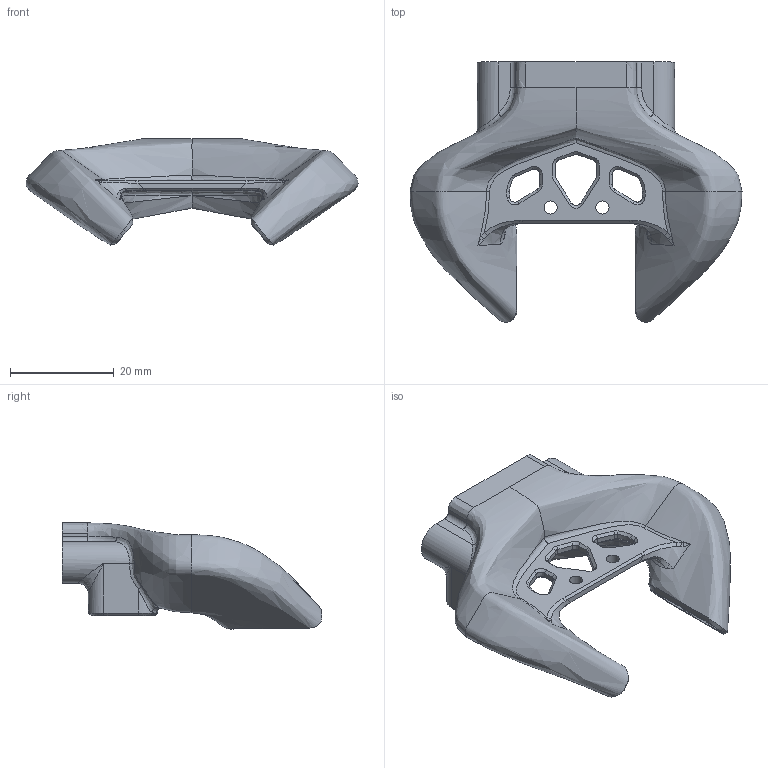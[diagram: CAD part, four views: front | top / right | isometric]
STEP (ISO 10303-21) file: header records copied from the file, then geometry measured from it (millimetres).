
FILE_DESCRIPTION(/* description */ ('','CAx-IF Rec.Pracs.---Representation and Presentation of Product Manufacturing Information (PMI)---4.0---2014-10-13'),/* implementation_level */ '2;1');
FILE_NAME(/* name */ 'Goliath short fan duct Beacon.step',/* time_stamp */ '2024-12-02T09:19:07-08:00',/* author */ (''),/* organization */ (''),/* preprocessor_version */ 'ST-DEVELOPER v20',/* originating_system */ 'Autodesk Translation Framework v13.20.0.188',/* authorisation */ '');
FILE_SCHEMA (('AP242_MANAGED_MODEL_BASED_3D_ENGINEERING_MIM_LF { 1 0 10303 442 1 1 4 }'));
Length unit declared in the file: millimetre
Products named in the file (1): Goliath short Duct Beacon
Bounding box: 64.01 x 50.12 x 20.46 mm (x, y, z)
Volume: 8293.8 mm3; surface area: 10248.4 mm2
Topology: 1 solids, 1 shells, 281 faces, 743 edges, 455 vertices
Faces by surface type: bspline 167, plane 71, cylinder 25, cone 16, torus 2
Full cylindrical faces by diameter (mm): 2.529 x2, 4.4 x4
Entity records: 17479 total; most frequent: CARTESIAN_POINT 11839, ORIENTED_EDGE 1470, EDGE_CURVE 735, DIRECTION 624, VERTEX_POINT 455, B_SPLINE_CURVE_WITH_KNOTS 420, EDGE_LOOP 298, FACE_OUTER_BOUND 281
